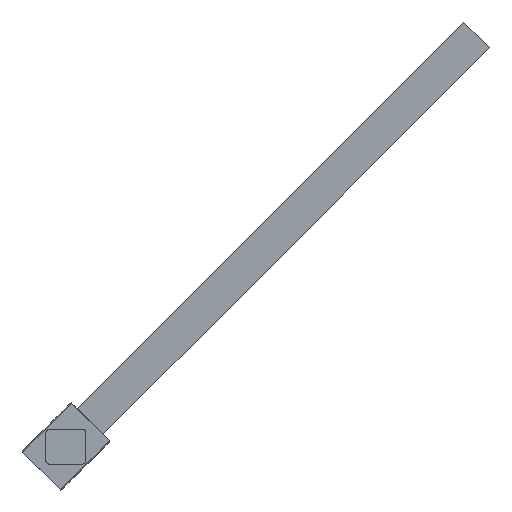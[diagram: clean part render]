
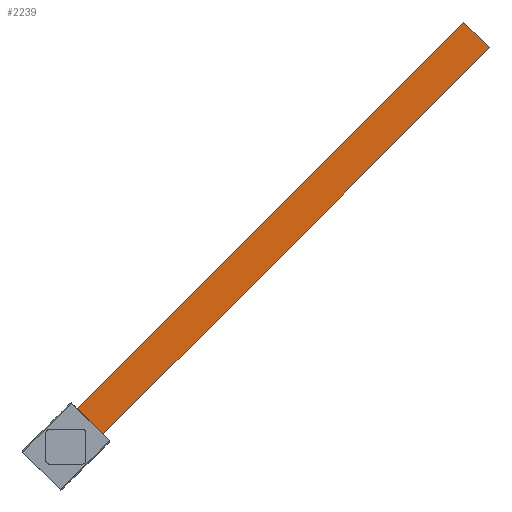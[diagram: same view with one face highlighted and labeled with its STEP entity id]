
A CAD part, front view. The second image highlights one B-rep face of the part: STEP entity #2239.
In plain terms, the highlighted planar face has unit normal (0, -1, 0).
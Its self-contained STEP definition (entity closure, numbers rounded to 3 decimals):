
#297 = VERTEX_POINT ( 'NONE', #1427 ) ;
#325 = AXIS2_PLACEMENT_3D ( 'NONE', #2461, #3828, #3484 ) ;
#451 = VECTOR ( 'NONE', #4124, 1000. ) ;
#500 = VERTEX_POINT ( 'NONE', #3827 ) ;
#587 = FACE_OUTER_BOUND ( 'NONE', #1754, .T. ) ;
#775 = ORIENTED_EDGE ( 'NONE', *, *, #2802, .T. ) ;
#813 = DIRECTION ( 'NONE',  ( 0.707, 0., -0.707 ) ) ;
#1063 = VERTEX_POINT ( 'NONE', #3450 ) ;
#1200 = LINE ( 'NONE', #1796, #451 ) ;
#1243 = DIRECTION ( 'NONE',  ( 0.707, 0., 0.707 ) ) ;
#1325 = EDGE_CURVE ( 'NONE', #500, #1063, #4149, .T. ) ;
#1427 = CARTESIAN_POINT ( 'NONE',  ( 83.066, -6.448, 152.922 ) ) ;
#1754 = EDGE_LOOP ( 'NONE', ( #4003, #2266, #2828, #775 ) ) ;
#1796 = CARTESIAN_POINT ( 'NONE',  ( -30.071, -6.448, 53.927 ) ) ;
#1863 = VECTOR ( 'NONE', #1243, 1000. ) ;
#1932 = CARTESIAN_POINT ( 'NONE',  ( -23., -6.448, 46.856 ) ) ;
#2040 = CARTESIAN_POINT ( 'NONE',  ( -23., -6.448, 46.856 ) ) ;
#2166 = CARTESIAN_POINT ( 'NONE',  ( -30.071, -6.448, 53.927 ) ) ;
#2239 = ADVANCED_FACE ( 'NONE', ( #587 ), #2437, .F. ) ;
#2266 = ORIENTED_EDGE ( 'NONE', *, *, #4175, .F. ) ;
#2404 = CARTESIAN_POINT ( 'NONE',  ( 75.995, -6.448, 159.993 ) ) ;
#2437 = PLANE ( 'NONE',  #325 ) ;
#2461 = CARTESIAN_POINT ( 'NONE',  ( -30.071, -6.448, 53.927 ) ) ;
#2523 = EDGE_CURVE ( 'NONE', #3013, #297, #3575, .T. ) ;
#2802 = EDGE_CURVE ( 'NONE', #500, #3013, #1200, .T. ) ;
#2828 = ORIENTED_EDGE ( 'NONE', *, *, #1325, .F. ) ;
#2897 = VECTOR ( 'NONE', #3194, 1000. ) ;
#3013 = VERTEX_POINT ( 'NONE', #2040 ) ;
#3194 = DIRECTION ( 'NONE',  ( 0.707, 0., 0.707 ) ) ;
#3450 = CARTESIAN_POINT ( 'NONE',  ( 75.995, -6.448, 159.993 ) ) ;
#3484 = DIRECTION ( 'NONE',  ( -0.707, 0., -0.707 ) ) ;
#3575 = LINE ( 'NONE', #1932, #2897 ) ;
#3725 = LINE ( 'NONE', #2404, #4173 ) ;
#3827 = CARTESIAN_POINT ( 'NONE',  ( -30.071, -6.448, 53.927 ) ) ;
#3828 = DIRECTION ( 'NONE',  ( 0., 1., 0. ) ) ;
#4003 = ORIENTED_EDGE ( 'NONE', *, *, #2523, .T. ) ;
#4124 = DIRECTION ( 'NONE',  ( 0.707, 0., -0.707 ) ) ;
#4149 = LINE ( 'NONE', #2166, #1863 ) ;
#4173 = VECTOR ( 'NONE', #813, 1000. ) ;
#4175 = EDGE_CURVE ( 'NONE', #1063, #297, #3725, .T. ) ;
